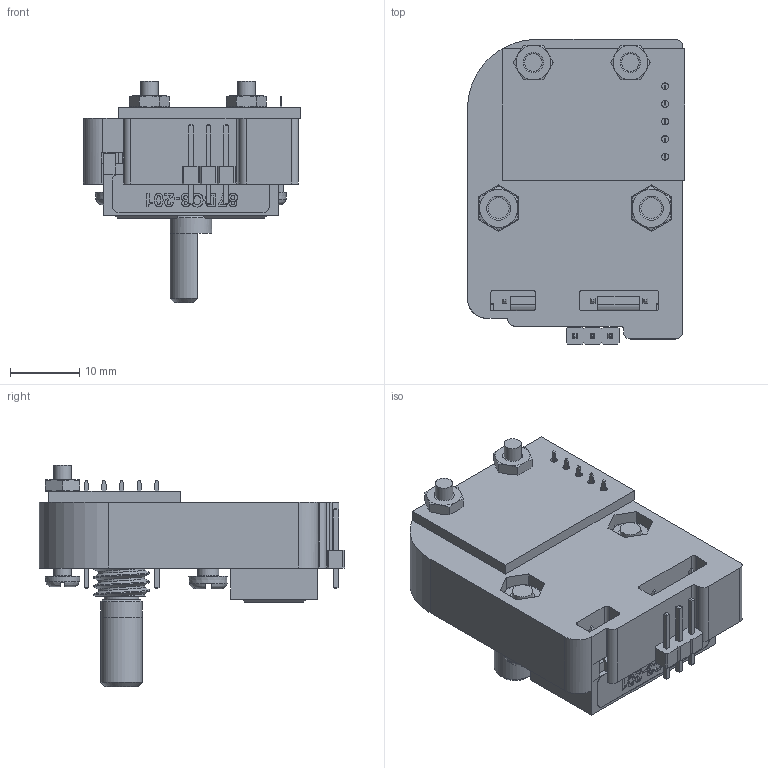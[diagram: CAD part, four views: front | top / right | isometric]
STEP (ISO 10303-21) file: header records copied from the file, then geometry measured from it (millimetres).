
FILE_DESCRIPTION(('FreeCAD Model'),'2;1');
FILE_NAME('./3dholder_right_asm.stp','2020-08-24T19:41:45',('Author'),(''), 'Open CASCADE STEP processor 7.3','FreeCAD','Unknown');
FILE_SCHEMA(('AUTOMOTIVE_DESIGN { 1 0 10303 214 1 1 1 1 }'));
Length unit declared in the file: millimetre
Products named in the file (15): 3dholder_right_r3_asm; PinSocket_1x05_P254mm_Vertical; PinHeader_1x05_P254mm_Vertical; PinHeader_1x03_P254mm_Vertical; 3d_holder_right-r3; M2.5-Nut001; M2.5-Nut; M2.5x16-Screw001; M2.5x16-Screw; M3-Nut001; M3-Nut; M3x10-Screw001; M3x10-Screw; Compound_Grayhill_87DC3-201; Boolean
Assembly tree (14 placements, depth 2):
  3dholder_right_r3_asm
    PinSocket_1x05_P254mm_Vertical
    PinHeader_1x05_P254mm_Vertical
    PinHeader_1x03_P254mm_Vertical
    3d_holder_right-r3
    M2.5-Nut001
    M2.5-Nut
    M2.5x16-Screw001
    M2.5x16-Screw
    M3-Nut001
    M3-Nut
    M3x10-Screw001
    M3x10-Screw
    Compound_Grayhill_87DC3-201
    Boolean
Bounding box: 31.3 x 44.01 x 31.9 mm (x, y, z)
Volume: 13608.7 mm3; surface area: 12032.3 mm2
Topology: 31 solids, 31 shells, 1082 faces, 4557 edges, 9208 vertices
Faces by surface type: plane 746, extrusion 127, cylinder 98, cone 70, bspline 27, revolution 8, sphere 4, torus 2
Full cylindrical faces by diameter (mm): 1 x5, 2.013 x2, 2.459 x2, 2.5 x2, 3 x5, 3.2 x4, 3.6 x1, 5 x1, 6 x1, 7.3 x1
Entity records: 58072 total; most frequent: CARTESIAN_POINT 18494, DIRECTION 6180, ORIENTED_EDGE 5320, VECTOR 3356, LINE 3229, EDGE_CURVE 2660, GEOMETRIC_CURVE_SET 1883, TRIMMED_CURVE 1882
